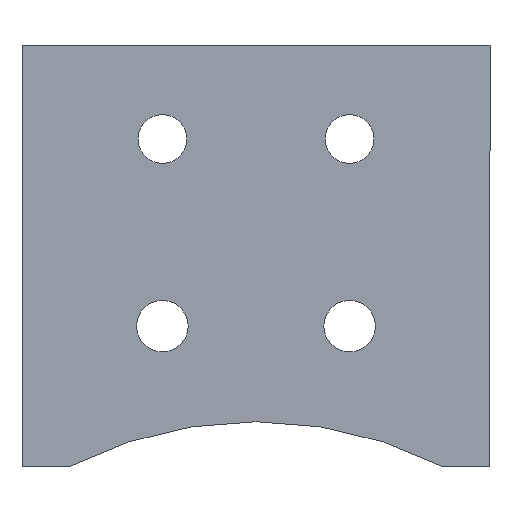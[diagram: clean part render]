
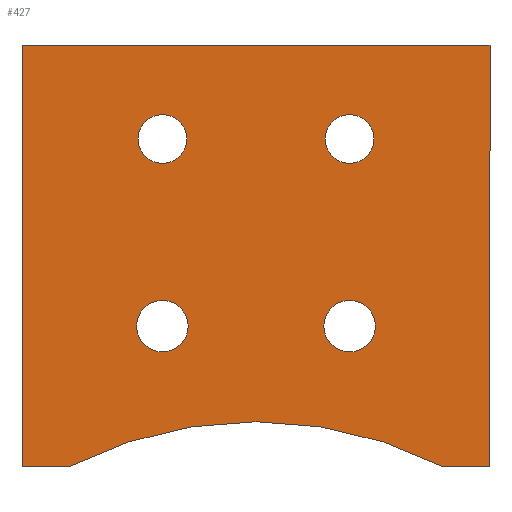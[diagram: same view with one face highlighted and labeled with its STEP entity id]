
A CAD part, front view. The second image highlights one B-rep face of the part: STEP entity #427.
In plain terms, the highlighted planar face has unit normal (0, -1, 0).
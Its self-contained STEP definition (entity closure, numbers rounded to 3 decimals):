
#6 = VECTOR ( 'NONE', #880, 1000. ) ;
#20 = DIRECTION ( 'NONE',  ( 0., 1., 0. ) ) ;
#36 = CARTESIAN_POINT ( 'NONE',  ( 35., 0., 38. ) ) ;
#38 = DIRECTION ( 'NONE',  ( 0., 0., 1. ) ) ;
#42 = VERTEX_POINT ( 'NONE', #662 ) ;
#43 = CARTESIAN_POINT ( 'NONE',  ( 15., 0., 15.25 ) ) ;
#65 = EDGE_CURVE ( 'NONE', #416, #42, #651, .T. ) ;
#68 = VERTEX_POINT ( 'NONE', #634 ) ;
#74 = ORIENTED_EDGE ( 'NONE', *, *, #390, .T. ) ;
#79 = DIRECTION ( 'NONE',  ( 0., 1., 0. ) ) ;
#81 = LINE ( 'NONE', #916, #492 ) ;
#84 = EDGE_CURVE ( 'NONE', #659, #471, #629, .T. ) ;
#88 = VECTOR ( 'NONE', #617, 1000. ) ;
#111 = CARTESIAN_POINT ( 'NONE',  ( 44.969, 0., 3. ) ) ;
#119 = AXIS2_PLACEMENT_3D ( 'NONE', #165, #158, #148 ) ;
#138 = AXIS2_PLACEMENT_3D ( 'NONE', #716, #643, #562 ) ;
#148 = DIRECTION ( 'NONE',  ( 0., 0., 1. ) ) ;
#152 = DIRECTION ( 'NONE',  ( 0., 1., 0. ) ) ;
#154 = CIRCLE ( 'NONE', #339, 2.6 ) ;
#158 = DIRECTION ( 'NONE',  ( 0., 1., 0. ) ) ;
#165 = CARTESIAN_POINT ( 'NONE',  ( 15., 0., 18. ) ) ;
#178 = ORIENTED_EDGE ( 'NONE', *, *, #285, .T. ) ;
#187 = CARTESIAN_POINT ( 'NONE',  ( 35., 0., 38. ) ) ;
#191 = DIRECTION ( 'NONE',  ( 0., 1., 0. ) ) ;
#193 = ORIENTED_EDGE ( 'NONE', *, *, #371, .T. ) ;
#195 = CARTESIAN_POINT ( 'NONE',  ( 35., 0., 15.25 ) ) ;
#208 = DIRECTION ( 'NONE',  ( 0., 0., 1. ) ) ;
#216 = VERTEX_POINT ( 'NONE', #303 ) ;
#219 = CIRCLE ( 'NONE', #138, 44. ) ;
#221 = EDGE_LOOP ( 'NONE', ( #463, #547 ) ) ;
#229 = CARTESIAN_POINT ( 'NONE',  ( 15., 0., 40.6 ) ) ;
#239 = DIRECTION ( 'NONE',  ( 0., 1., 0. ) ) ;
#254 = VECTOR ( 'NONE', #641, 1000. ) ;
#272 = LINE ( 'NONE', #596, #6 ) ;
#280 = AXIS2_PLACEMENT_3D ( 'NONE', #791, #79, #400 ) ;
#285 = EDGE_CURVE ( 'NONE', #587, #814, #668, .T. ) ;
#298 = EDGE_LOOP ( 'NONE', ( #178, #549 ) ) ;
#302 = AXIS2_PLACEMENT_3D ( 'NONE', #904, #20, #923 ) ;
#303 = CARTESIAN_POINT ( 'NONE',  ( 35., 0., 35.4 ) ) ;
#314 = CARTESIAN_POINT ( 'NONE',  ( 15., 0., 35.4 ) ) ;
#335 = CIRCLE ( 'NONE', #502, 2.6 ) ;
#339 = AXIS2_PLACEMENT_3D ( 'NONE', #403, #239, #38 ) ;
#352 = DIRECTION ( 'NONE',  ( 0., 1., 0. ) ) ;
#353 = CARTESIAN_POINT ( 'NONE',  ( 0., 0., 3. ) ) ;
#370 = CIRCLE ( 'NONE', #702, 2.75 ) ;
#371 = EDGE_CURVE ( 'NONE', #398, #659, #81, .T. ) ;
#381 = CIRCLE ( 'NONE', #434, 2.6 ) ;
#390 = EDGE_CURVE ( 'NONE', #42, #398, #219, .T. ) ;
#391 = FACE_BOUND ( 'NONE', #221, .T. ) ;
#392 = EDGE_CURVE ( 'NONE', #635, #654, #154, .T. ) ;
#398 = VERTEX_POINT ( 'NONE', #111 ) ;
#400 = DIRECTION ( 'NONE',  ( 0., 0., 1. ) ) ;
#403 = CARTESIAN_POINT ( 'NONE',  ( 15., 0., 38. ) ) ;
#415 = EDGE_CURVE ( 'NONE', #68, #471, #510, .T. ) ;
#416 = VERTEX_POINT ( 'NONE', #353 ) ;
#421 = CIRCLE ( 'NONE', #633, 2.6 ) ;
#427 = ADVANCED_FACE ( 'NONE', ( #751, #391, #956, #527, #548 ), #464, .F. ) ;
#434 = AXIS2_PLACEMENT_3D ( 'NONE', #847, #152, #473 ) ;
#439 = VECTOR ( 'NONE', #745, 1000. ) ;
#459 = ORIENTED_EDGE ( 'NONE', *, *, #65, .T. ) ;
#463 = ORIENTED_EDGE ( 'NONE', *, *, #669, .T. ) ;
#464 = PLANE ( 'NONE',  #302 ) ;
#471 = VERTEX_POINT ( 'NONE', #857 ) ;
#473 = DIRECTION ( 'NONE',  ( 0., 0., 1. ) ) ;
#485 = EDGE_CURVE ( 'NONE', #814, #587, #370, .T. ) ;
#492 = VECTOR ( 'NONE', #855, 1000. ) ;
#502 = AXIS2_PLACEMENT_3D ( 'NONE', #36, #352, #671 ) ;
#503 = VERTEX_POINT ( 'NONE', #195 ) ;
#506 = DIRECTION ( 'NONE',  ( 0., 1., 0. ) ) ;
#510 = LINE ( 'NONE', #877, #439 ) ;
#511 = DIRECTION ( 'NONE',  ( 0., 0., 1. ) ) ;
#521 = ORIENTED_EDGE ( 'NONE', *, *, #415, .F. ) ;
#525 = ORIENTED_EDGE ( 'NONE', *, *, #84, .T. ) ;
#527 = FACE_BOUND ( 'NONE', #696, .T. ) ;
#531 = ORIENTED_EDGE ( 'NONE', *, *, #392, .T. ) ;
#537 = ORIENTED_EDGE ( 'NONE', *, *, #928, .T. ) ;
#541 = ORIENTED_EDGE ( 'NONE', *, *, #789, .T. ) ;
#547 = ORIENTED_EDGE ( 'NONE', *, *, #560, .T. ) ;
#548 = FACE_BOUND ( 'NONE', #951, .T. ) ;
#549 = ORIENTED_EDGE ( 'NONE', *, *, #485, .T. ) ;
#560 = EDGE_CURVE ( 'NONE', #503, #860, #885, .T. ) ;
#562 = DIRECTION ( 'NONE',  ( 0., 0., 1. ) ) ;
#587 = VERTEX_POINT ( 'NONE', #774 ) ;
#596 = CARTESIAN_POINT ( 'NONE',  ( 0., 0., 0. ) ) ;
#603 = AXIS2_PLACEMENT_3D ( 'NONE', #609, #893, #208 ) ;
#609 = CARTESIAN_POINT ( 'NONE',  ( 35., 0., 18. ) ) ;
#617 = DIRECTION ( 'NONE',  ( 0., 0., 1. ) ) ;
#623 = CARTESIAN_POINT ( 'NONE',  ( 50., 0., 0. ) ) ;
#629 = LINE ( 'NONE', #623, #88 ) ;
#632 = CARTESIAN_POINT ( 'NONE',  ( 50., 0., 3. ) ) ;
#633 = AXIS2_PLACEMENT_3D ( 'NONE', #187, #506, #813 ) ;
#634 = CARTESIAN_POINT ( 'NONE',  ( 0., 0., 48. ) ) ;
#635 = VERTEX_POINT ( 'NONE', #229 ) ;
#641 = DIRECTION ( 'NONE',  ( 1., 0., 0. ) ) ;
#643 = DIRECTION ( 'NONE',  ( 0., 1., 0. ) ) ;
#647 = CARTESIAN_POINT ( 'NONE',  ( 0., 0., 3. ) ) ;
#651 = LINE ( 'NONE', #647, #254 ) ;
#654 = VERTEX_POINT ( 'NONE', #314 ) ;
#659 = VERTEX_POINT ( 'NONE', #632 ) ;
#662 = CARTESIAN_POINT ( 'NONE',  ( 5.031, 0., 3. ) ) ;
#668 = CIRCLE ( 'NONE', #119, 2.75 ) ;
#669 = EDGE_CURVE ( 'NONE', #860, #503, #731, .T. ) ;
#671 = DIRECTION ( 'NONE',  ( 0., 0., 1. ) ) ;
#696 = EDGE_LOOP ( 'NONE', ( #537, #531 ) ) ;
#702 = AXIS2_PLACEMENT_3D ( 'NONE', #878, #191, #511 ) ;
#716 = CARTESIAN_POINT ( 'NONE',  ( 25., 0., -36.208 ) ) ;
#731 = CIRCLE ( 'NONE', #280, 2.75 ) ;
#736 = ORIENTED_EDGE ( 'NONE', *, *, #801, .F. ) ;
#745 = DIRECTION ( 'NONE',  ( 1., 0., 0. ) ) ;
#751 = FACE_BOUND ( 'NONE', #298, .T. ) ;
#760 = EDGE_CURVE ( 'NONE', #798, #216, #421, .T. ) ;
#774 = CARTESIAN_POINT ( 'NONE',  ( 15., 0., 20.75 ) ) ;
#776 = EDGE_LOOP ( 'NONE', ( #74, #193, #525, #521, #736, #459 ) ) ;
#789 = EDGE_CURVE ( 'NONE', #216, #798, #335, .T. ) ;
#791 = CARTESIAN_POINT ( 'NONE',  ( 35., 0., 18. ) ) ;
#798 = VERTEX_POINT ( 'NONE', #938 ) ;
#801 = EDGE_CURVE ( 'NONE', #416, #68, #272, .T. ) ;
#812 = ORIENTED_EDGE ( 'NONE', *, *, #760, .T. ) ;
#813 = DIRECTION ( 'NONE',  ( 0., 0., 1. ) ) ;
#814 = VERTEX_POINT ( 'NONE', #43 ) ;
#847 = CARTESIAN_POINT ( 'NONE',  ( 15., 0., 38. ) ) ;
#855 = DIRECTION ( 'NONE',  ( 1., 0., 0. ) ) ;
#857 = CARTESIAN_POINT ( 'NONE',  ( 50., 0., 48. ) ) ;
#860 = VERTEX_POINT ( 'NONE', #944 ) ;
#877 = CARTESIAN_POINT ( 'NONE',  ( 0., 0., 48. ) ) ;
#878 = CARTESIAN_POINT ( 'NONE',  ( 15., 0., 18. ) ) ;
#880 = DIRECTION ( 'NONE',  ( 0., 0., 1. ) ) ;
#885 = CIRCLE ( 'NONE', #603, 2.75 ) ;
#893 = DIRECTION ( 'NONE',  ( 0., 1., 0. ) ) ;
#904 = CARTESIAN_POINT ( 'NONE',  ( 0., 0., 0. ) ) ;
#916 = CARTESIAN_POINT ( 'NONE',  ( 0., 0., 3. ) ) ;
#923 = DIRECTION ( 'NONE',  ( 0., 0., 1. ) ) ;
#928 = EDGE_CURVE ( 'NONE', #654, #635, #381, .T. ) ;
#938 = CARTESIAN_POINT ( 'NONE',  ( 35., 0., 40.6 ) ) ;
#944 = CARTESIAN_POINT ( 'NONE',  ( 35., 0., 20.75 ) ) ;
#951 = EDGE_LOOP ( 'NONE', ( #541, #812 ) ) ;
#956 = FACE_OUTER_BOUND ( 'NONE', #776, .T. ) ;
